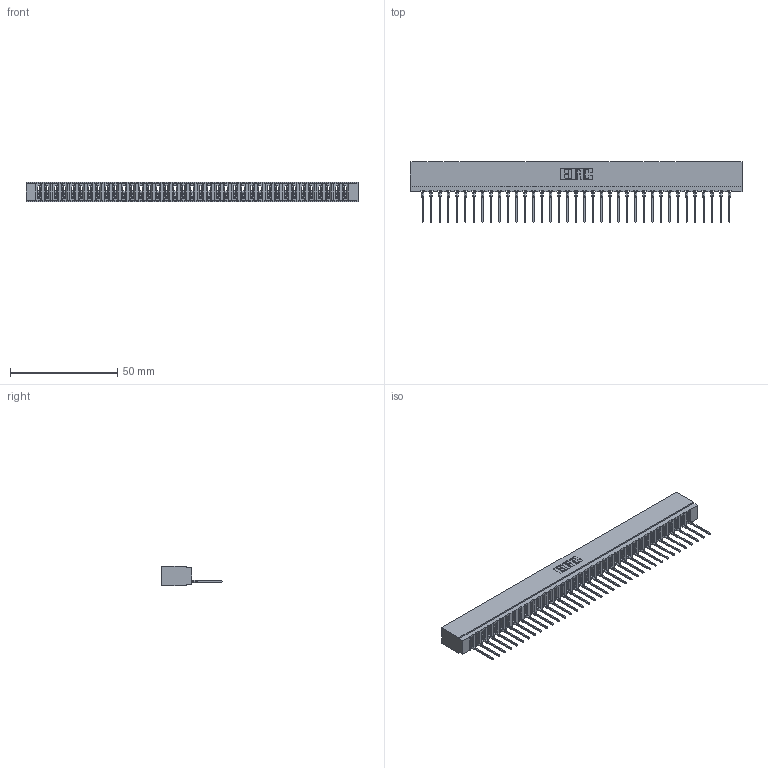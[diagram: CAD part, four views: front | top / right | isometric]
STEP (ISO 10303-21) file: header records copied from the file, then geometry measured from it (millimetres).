
FILE_DESCRIPTION (( 'STEP AP203' ), '1' );
FILE_NAME ('717-037-540-101.STEP', '2026-02-20T21:55:43', ( '' ), ( '' ), 'SwSTEP 2.0', 'SolidWorks 2023', '' );
FILE_SCHEMA (( 'CONFIG_CONTROL_DESIGN' ));
Length unit declared in the file: millimetre
Products named in the file (3): 745-292-001_540; 717 Part_Insulator Option - 06; 717-037-540-101
Assembly tree (38 placements, depth 2):
  717-037-540-101
    717 Part_Insulator Option - 06
    745-292-001_540  x37
Bounding box: 154.48 x 28.18 x 8.89 mm (x, y, z)
Volume: 13153.1 mm3; surface area: 18848.2 mm2
Topology: 38 solids, 38 shells, 4275 faces, 11758 edges, 7418 vertices
Faces by surface type: plane 2570, cylinder 743, bspline 740, torus 222
Entity records: 62941 total; most frequent: CARTESIAN_POINT 11598, ORIENTED_EDGE 11060, DIRECTION 9586, EDGE_CURVE 5530, LINE 5126, VECTOR 5126, VERTEX_POINT 3530, AXIS2_PLACEMENT_3D 2230
